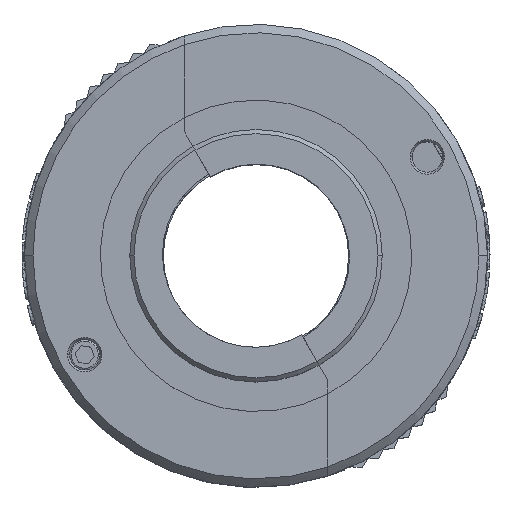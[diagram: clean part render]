
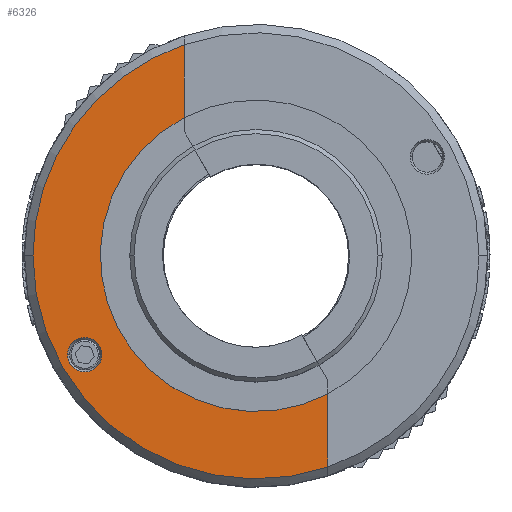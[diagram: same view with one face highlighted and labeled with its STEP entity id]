
A CAD part, top view. The second image highlights one B-rep face of the part: STEP entity #6326.
In plain terms, the highlighted planar face has unit normal (0, 0, 1).
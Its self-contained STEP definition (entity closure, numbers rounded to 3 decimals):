
#39 = DIRECTION ( 'NONE',  ( -1., 0., 0. ) ) ;
#740 = DIRECTION ( 'NONE',  ( 0., 1., 0. ) ) ;
#784 = CARTESIAN_POINT ( 'NONE',  ( 8.5, -16.432, -7.5 ) ) ;
#954 = EDGE_CURVE ( 'NONE', #21750, #44167, #11872, .T. ) ;
#1305 = CARTESIAN_POINT ( 'NONE',  ( -8.5, 18.5, -7.5 ) ) ;
#1834 = ORIENTED_EDGE ( 'NONE', *, *, #954, .F. ) ;
#1843 = CIRCLE ( 'NONE', #32703, 18.5 ) ;
#3633 = DIRECTION ( 'NONE',  ( 0., 0., -1. ) ) ;
#6326 = ADVANCED_FACE ( 'NONE', ( #8569, #49967 ), #41401, .F. ) ;
#6361 = CARTESIAN_POINT ( 'NONE',  ( 8.5, -25.1, -7.5 ) ) ;
#6436 = AXIS2_PLACEMENT_3D ( 'NONE', #28973, #3633, #39 ) ;
#8569 = FACE_BOUND ( 'NONE', #25065, .T. ) ;
#9265 = LINE ( 'NONE', #26070, #54066 ) ;
#9615 = CARTESIAN_POINT ( 'NONE',  ( 0., 0., -7.5 ) ) ;
#10915 = CIRCLE ( 'NONE', #35640, 26.5 ) ;
#10917 = DIRECTION ( 'NONE',  ( -1., 0., 0. ) ) ;
#11071 = CIRCLE ( 'NONE', #54211, 2.05 ) ;
#11872 = CIRCLE ( 'NONE', #26797, 2.05 ) ;
#13310 = ORIENTED_EDGE ( 'NONE', *, *, #34419, .T. ) ;
#14909 = CARTESIAN_POINT ( 'NONE',  ( -20.35, -11.75, -7.5 ) ) ;
#15645 = VECTOR ( 'NONE', #47916, 1000. ) ;
#15674 = CIRCLE ( 'NONE', #43826, 26.5 ) ;
#15831 = VERTEX_POINT ( 'NONE', #6361 ) ;
#18544 = ORIENTED_EDGE ( 'NONE', *, *, #25808, .T. ) ;
#18546 = EDGE_CURVE ( 'NONE', #44167, #21750, #11071, .T. ) ;
#18968 = DIRECTION ( 'NONE',  ( 0., 0., 1. ) ) ;
#20030 = DIRECTION ( 'NONE',  ( 1., 0., 0. ) ) ;
#20838 = DIRECTION ( 'NONE',  ( 0., 0., 1. ) ) ;
#21750 = VERTEX_POINT ( 'NONE', #30270 ) ;
#22248 = LINE ( 'NONE', #1305, #15645 ) ;
#22272 = ORIENTED_EDGE ( 'NONE', *, *, #26300, .T. ) ;
#24178 = DIRECTION ( 'NONE',  ( 1., 0., 0. ) ) ;
#24881 = CARTESIAN_POINT ( 'NONE',  ( -8.5, 25.1, -7.5 ) ) ;
#25065 = EDGE_LOOP ( 'NONE', ( #40572, #1834 ) ) ;
#25808 = EDGE_CURVE ( 'NONE', #15831, #35670, #9265, .T. ) ;
#26070 = CARTESIAN_POINT ( 'NONE',  ( 8.5, 18.5, -7.5 ) ) ;
#26300 = EDGE_CURVE ( 'NONE', #28439, #51274, #10915, .T. ) ;
#26797 = AXIS2_PLACEMENT_3D ( 'NONE', #40524, #44940, #24178 ) ;
#28439 = VERTEX_POINT ( 'NONE', #24881 ) ;
#28973 = CARTESIAN_POINT ( 'NONE',  ( 0., 18.5, -7.5 ) ) ;
#29110 = DIRECTION ( 'NONE',  ( -1., 0., 0. ) ) ;
#29159 = DIRECTION ( 'NONE',  ( 1., 0., 0. ) ) ;
#29279 = EDGE_CURVE ( 'NONE', #51828, #28439, #22248, .T. ) ;
#29666 = CARTESIAN_POINT ( 'NONE',  ( 0., 0., -7.5 ) ) ;
#30270 = CARTESIAN_POINT ( 'NONE',  ( -22.4, -11.75, -7.5 ) ) ;
#31707 = DIRECTION ( 'NONE',  ( 0., 0., 1. ) ) ;
#32703 = AXIS2_PLACEMENT_3D ( 'NONE', #36320, #18968, #20030 ) ;
#34419 = EDGE_CURVE ( 'NONE', #51274, #15831, #15674, .T. ) ;
#34941 = CARTESIAN_POINT ( 'NONE',  ( -8.5, 16.432, -7.5 ) ) ;
#35640 = AXIS2_PLACEMENT_3D ( 'NONE', #9615, #39149, #10917 ) ;
#35655 = ORIENTED_EDGE ( 'NONE', *, *, #40240, .F. ) ;
#35670 = VERTEX_POINT ( 'NONE', #784 ) ;
#36320 = CARTESIAN_POINT ( 'NONE',  ( 0., 0., -7.5 ) ) ;
#36991 = CARTESIAN_POINT ( 'NONE',  ( -26.5, 0., -7.5 ) ) ;
#39149 = DIRECTION ( 'NONE',  ( 0., 0., 1. ) ) ;
#40240 = EDGE_CURVE ( 'NONE', #51828, #35670, #1843, .T. ) ;
#40342 = CARTESIAN_POINT ( 'NONE',  ( -18.3, -11.75, -7.5 ) ) ;
#40524 = CARTESIAN_POINT ( 'NONE',  ( -20.35, -11.75, -7.5 ) ) ;
#40572 = ORIENTED_EDGE ( 'NONE', *, *, #18546, .F. ) ;
#41401 = PLANE ( 'NONE',  #6436 ) ;
#43826 = AXIS2_PLACEMENT_3D ( 'NONE', #29666, #20838, #29110 ) ;
#44167 = VERTEX_POINT ( 'NONE', #40342 ) ;
#44940 = DIRECTION ( 'NONE',  ( 0., 0., 1. ) ) ;
#46792 = EDGE_LOOP ( 'NONE', ( #49914, #22272, #13310, #18544, #35655 ) ) ;
#47916 = DIRECTION ( 'NONE',  ( 0., 1., 0. ) ) ;
#49914 = ORIENTED_EDGE ( 'NONE', *, *, #29279, .T. ) ;
#49967 = FACE_OUTER_BOUND ( 'NONE', #46792, .T. ) ;
#51274 = VERTEX_POINT ( 'NONE', #36991 ) ;
#51828 = VERTEX_POINT ( 'NONE', #34941 ) ;
#54066 = VECTOR ( 'NONE', #740, 1000. ) ;
#54211 = AXIS2_PLACEMENT_3D ( 'NONE', #14909, #31707, #29159 ) ;
